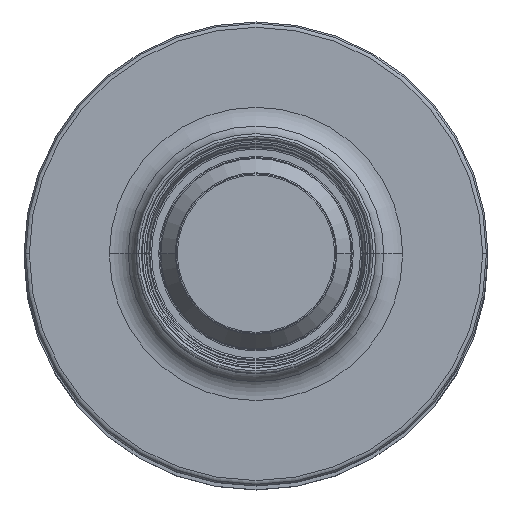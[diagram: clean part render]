
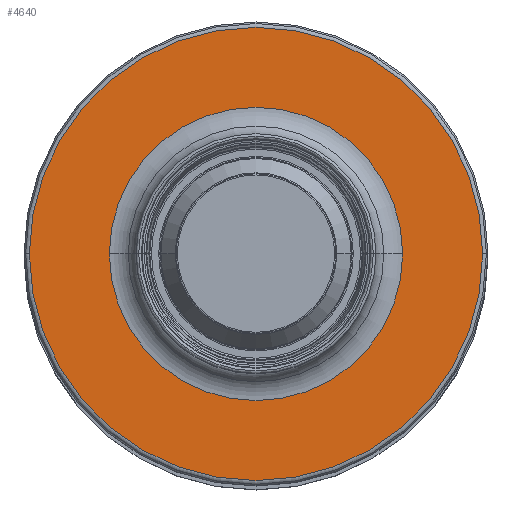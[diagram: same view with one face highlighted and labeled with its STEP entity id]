
A CAD part, top view. The second image highlights one B-rep face of the part: STEP entity #4640.
In plain terms, the highlighted planar face has unit normal (0, 0, 1).
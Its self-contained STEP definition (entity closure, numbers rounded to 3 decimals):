
#1581=CARTESIAN_POINT('',(0.,0.,475.));
#1582=DIRECTION('',(0.,0.,1.));
#1583=DIRECTION('',(1.,0.,0.));
#1584=AXIS2_PLACEMENT_3D('',#1581,#1582,#1583);
#1589=CARTESIAN_POINT('',(0.,0.,475.));
#1590=DIRECTION('',(0.,0.,1.));
#1591=DIRECTION('',(-1.,0.,0.));
#1592=AXIS2_PLACEMENT_3D('',#1589,#1590,#1591);
#1597=CARTESIAN_POINT('',(0.,0.,475.));
#1598=DIRECTION('',(0.,0.,-1.));
#1599=DIRECTION('',(1.,0.,0.));
#1600=AXIS2_PLACEMENT_3D('',#1597,#1598,#1599);
#1605=CARTESIAN_POINT('',(0.,0.,475.));
#1606=DIRECTION('',(0.,0.,-1.));
#1607=DIRECTION('',(-1.,0.,0.));
#1608=AXIS2_PLACEMENT_3D('',#1605,#1606,#1607);
#3247=CARTESIAN_POINT('',(27.5,0.,475.));
#3249=VERTEX_POINT('',#3247);
#3253=CARTESIAN_POINT('',(-27.5,0.,475.));
#3254=VERTEX_POINT('',#3253);
#3271=CARTESIAN_POINT('',(-42.5,0.,475.));
#3272=VERTEX_POINT('',#3271);
#3273=CARTESIAN_POINT('',(42.5,0.,475.));
#3274=VERTEX_POINT('',#3273);
#4624=CARTESIAN_POINT('',(0.,0.,475.));
#4625=DIRECTION('',(0.,0.,1.));
#4626=DIRECTION('',(1.,0.,0.));
#4627=AXIS2_PLACEMENT_3D('',#4624,#4625,#4626);
#4628=PLANE('',#4627);
#4630=ORIENTED_EDGE('',*,*,#4629,.F.);
#4631=ORIENTED_EDGE('',*,*,#4614,.F.);
#4632=EDGE_LOOP('',(#4630,#4631));
#4633=FACE_OUTER_BOUND('',#4632,.F.);
#4635=ORIENTED_EDGE('',*,*,#4634,.F.);
#4637=ORIENTED_EDGE('',*,*,#4636,.F.);
#4638=EDGE_LOOP('',(#4635,#4637));
#4639=FACE_BOUND('',#4638,.F.);
#1585=CIRCLE('',#1584,42.5);
#1593=CIRCLE('',#1592,42.5);
#1601=CIRCLE('',#1600,27.5);
#1609=CIRCLE('',#1608,27.5);
#4614=EDGE_CURVE('',#3272,#3274,#1593,.T.);
#4629=EDGE_CURVE('',#3274,#3272,#1585,.T.);
#4634=EDGE_CURVE('',#3249,#3254,#1601,.T.);
#4636=EDGE_CURVE('',#3254,#3249,#1609,.T.);
#4640=ADVANCED_FACE('',(#4633,#4639),#4628,.T.);
